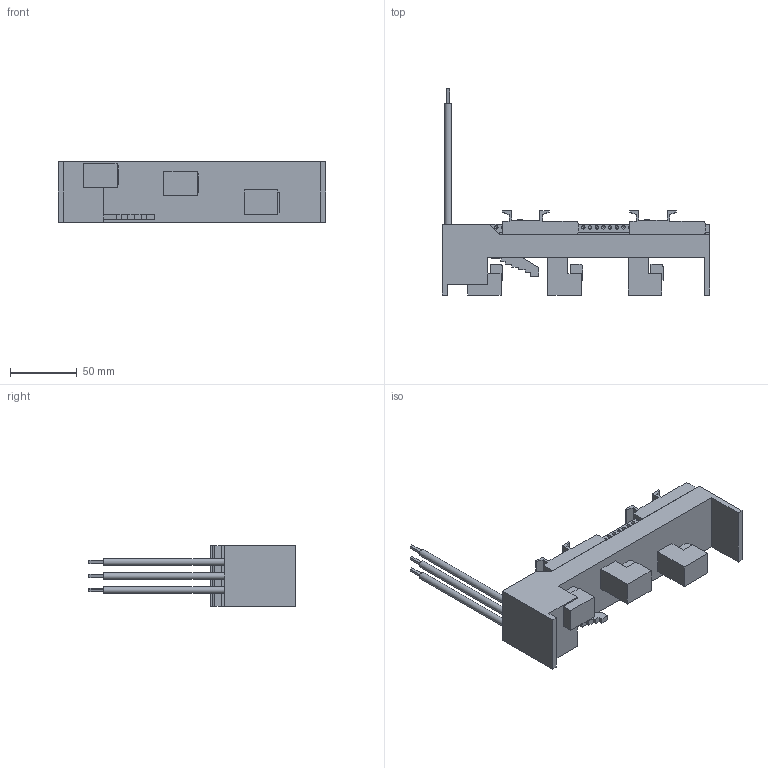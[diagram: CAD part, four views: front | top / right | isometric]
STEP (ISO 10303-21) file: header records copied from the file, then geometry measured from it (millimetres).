
FILE_DESCRIPTION((''),'2;1');
FILE_NAME('32431000.stp','2007-12-22T11:03:15',('Hubert Lenker'),(''),'Autodesk Inventor 10','Autodesk Inventor 10','');
FILE_SCHEMA(('AUTOMOTIVE_DESIGN { 1 0 10303 214 1 1 1 1 }'));
Length unit declared in the file: millimetre
Products named in the file (5): 32431000; Basis45x200; AWG12; 79350000; 80034000
Assembly tree (8 placements, depth 2):
  32431000
    Basis45x200
    AWG12  x3
    79350000  x2
    80034000  x2
Bounding box: 200 x 154 x 45 mm (x, y, z)
Volume: 268710 mm3; surface area: 77463.2 mm2
Topology: 8 solids, 8 shells, 513 faces, 1436 edges, 955 vertices
Faces by surface type: bspline 231, plane 200, cylinder 46, cone 32, torus 4
Full cylindrical faces by diameter (mm): 2.159 x2, 2.5 x32, 4.931 x2, 5 x3
Entity records: 13321 total; most frequent: CARTESIAN_POINT 5384, DIRECTION 1449, ORIENTED_EDGE 1384, EDGE_LOOP 730, EDGE_CURVE 692, VERTEX_POINT 554, AXIS2_PLACEMENT_3D 539, FACE_OUTER_BOUND 430
